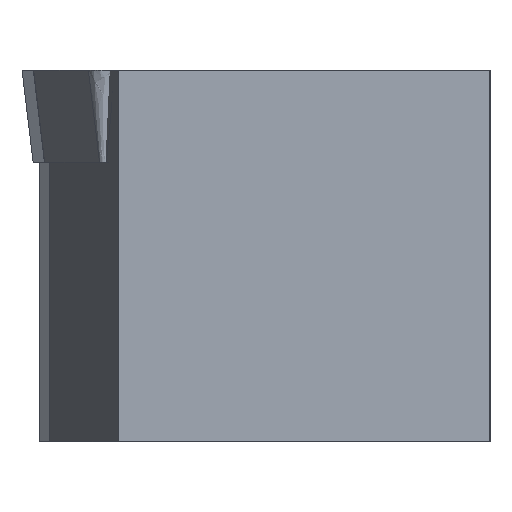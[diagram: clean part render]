
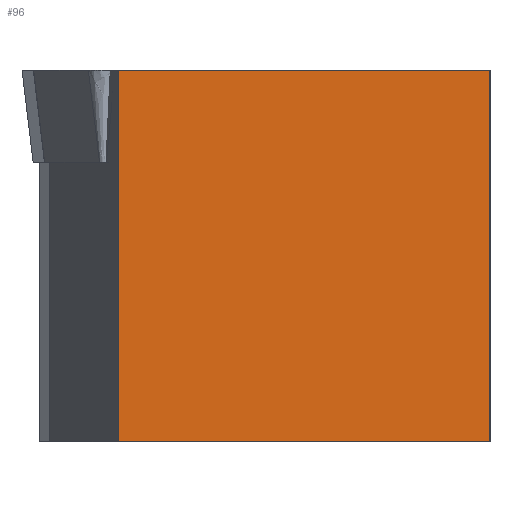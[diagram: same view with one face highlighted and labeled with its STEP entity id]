
A CAD part, left-side view. The second image highlights one B-rep face of the part: STEP entity #96.
In plain terms, the highlighted planar face has unit normal (-1, 0, 0).
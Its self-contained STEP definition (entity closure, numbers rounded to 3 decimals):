
#96=ADVANCED_FACE('',(#149),#127,.F.);
#127=PLANE('',#588);
#149=FACE_OUTER_BOUND('',#175,.T.);
#175=EDGE_LOOP('',(#226,#227,#228,#229));
#226=ORIENTED_EDGE('',*,*,#427,.T.);
#227=ORIENTED_EDGE('',*,*,#426,.F.);
#228=ORIENTED_EDGE('',*,*,#428,.F.);
#229=ORIENTED_EDGE('',*,*,#429,.T.);
#370=VERTEX_POINT('',#752);
#371=VERTEX_POINT('',#754);
#372=VERTEX_POINT('',#758);
#373=VERTEX_POINT('',#760);
#426=EDGE_CURVE('',#371,#370,#502,.T.);
#427=EDGE_CURVE('',#372,#370,#503,.T.);
#428=EDGE_CURVE('',#373,#371,#504,.T.);
#429=EDGE_CURVE('',#373,#372,#505,.T.);
#502=LINE('',#755,#550);
#503=LINE('',#757,#551);
#504=LINE('',#759,#552);
#505=LINE('',#761,#553);
#550=VECTOR('',#638,1.);
#551=VECTOR('',#641,1.);
#552=VECTOR('',#642,1.);
#553=VECTOR('',#643,1.);
#588=AXIS2_PLACEMENT_3D('',#762,#644,#645);
#638=DIRECTION('',(0.,0.,-1.));
#641=DIRECTION('',(0.,-1.,0.));
#642=DIRECTION('',(0.,-1.,0.));
#643=DIRECTION('',(0.,0.,-1.));
#644=DIRECTION('',(1.,0.,0.));
#645=DIRECTION('',(0.,0.,1.));
#752=CARTESIAN_POINT('',(-101.119,-20.224,-16.01));
#754=CARTESIAN_POINT('',(-101.119,-20.224,-0.01));
#755=CARTESIAN_POINT('',(-101.119,-20.224,-0.01));
#757=CARTESIAN_POINT('',(-101.119,-4.224,-16.01));
#758=CARTESIAN_POINT('',(-101.119,-4.224,-16.01));
#759=CARTESIAN_POINT('',(-101.119,-4.224,-0.01));
#760=CARTESIAN_POINT('',(-101.119,-4.224,-0.01));
#761=CARTESIAN_POINT('',(-101.119,-4.224,-0.01));
#762=CARTESIAN_POINT('',(-101.119,-4.224,-0.01));
